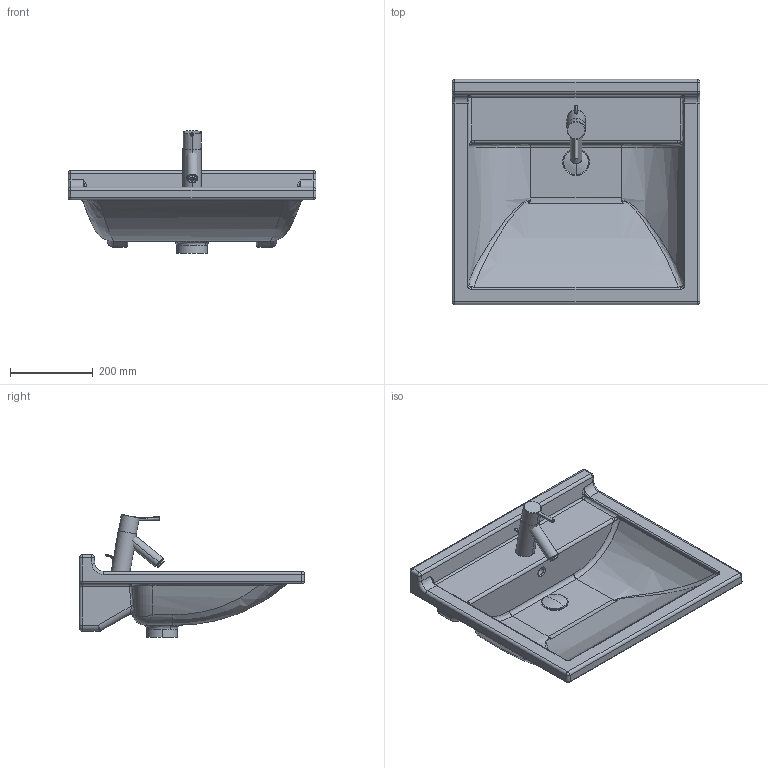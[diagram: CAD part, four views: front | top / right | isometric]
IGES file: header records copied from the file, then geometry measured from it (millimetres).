
Global section: file name: No Iges File Name specified; native system: AutoDesk Inventor R11.0; preprocessor: AutoDesk Inventor Iges Exporter R11.0; author: No Author specified; organization: No Organization specified; date: 20081201.185044; units: millimetre
Bounding box: 600 x 545 x 297.4 mm (x, y, z)
Volume: 11853937.3 mm3; surface area: 1095886.8 mm2
Topology: 8 solids, 8 shells, 302 faces, 715 edges, 402 vertices
Faces by surface type: cylinder 80, plane 63, bspline 60, revolution 50, torus 34, sphere 13, cone 2
